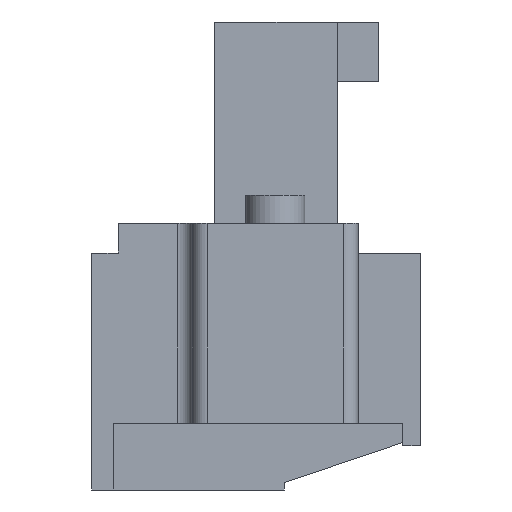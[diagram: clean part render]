
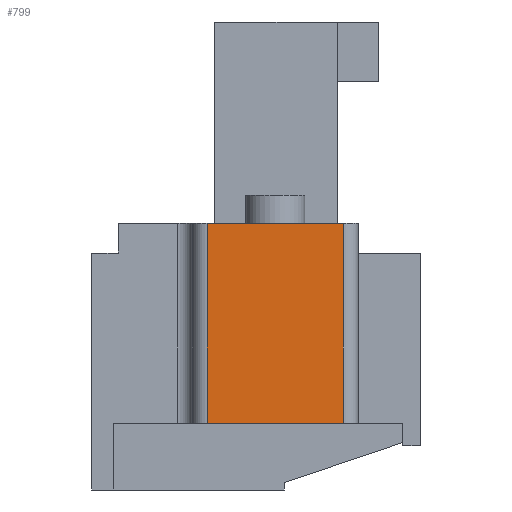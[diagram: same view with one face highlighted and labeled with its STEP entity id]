
A CAD part, left-side view. The second image highlights one B-rep face of the part: STEP entity #799.
In plain terms, the highlighted planar face has unit normal (-1, 0, 0).
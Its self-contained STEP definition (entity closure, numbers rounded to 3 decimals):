
#799 = ADVANCED_FACE( '', ( #1747 ), #1748, .T. );
#1747 = FACE_OUTER_BOUND( '', #2943, .T. );
#1748 = PLANE( '', #2944 );
#2943 = EDGE_LOOP( '', ( #4777, #4778, #4779, #4780 ) );
#2944 = AXIS2_PLACEMENT_3D( '', #4781, #4782, #4783 );
#4777 = ORIENTED_EDGE( '', *, *, #7687, .T. );
#4778 = ORIENTED_EDGE( '', *, *, #7688, .T. );
#4779 = ORIENTED_EDGE( '', *, *, #7689, .T. );
#4780 = ORIENTED_EDGE( '', *, *, #7346, .T. );
#4781 = CARTESIAN_POINT( '', ( -10.915, 0., 0. ) );
#4782 = DIRECTION( '', ( -1., 0., 0. ) );
#4783 = DIRECTION( '', ( 0., 0., 1. ) );
#7346 = EDGE_CURVE( '', #8841, #8845, #8847, .T. );
#7687 = EDGE_CURVE( '', #8845, #9398, #9399, .T. );
#7688 = EDGE_CURVE( '', #9398, #9400, #9401, .T. );
#7689 = EDGE_CURVE( '', #9400, #8841, #9402, .T. );
#8841 = VERTEX_POINT( '', #10946 );
#8845 = VERTEX_POINT( '', #10951 );
#8847 = LINE( '', #10953, #10954 );
#9398 = VERTEX_POINT( '', #11818 );
#9399 = LINE( '', #11819, #11820 );
#9400 = VERTEX_POINT( '', #11821 );
#9401 = LINE( '', #11822, #11823 );
#9402 = LINE( '', #11824, #11825 );
#10946 = CARTESIAN_POINT( '', ( -10.915, -3.55, -1.75 ) );
#10951 = CARTESIAN_POINT( '', ( -10.915, -3.55, 5. ) );
#10953 = CARTESIAN_POINT( '', ( -10.915, -3.55, 5. ) );
#10954 = VECTOR( '', #13504, 1000. );
#11818 = CARTESIAN_POINT( '', ( -10.915, 1.05, 5. ) );
#11819 = CARTESIAN_POINT( '', ( -10.915, -4.05, 5. ) );
#11820 = VECTOR( '', #13829, 1000. );
#11821 = CARTESIAN_POINT( '', ( -10.915, 1.05, -1.75 ) );
#11822 = CARTESIAN_POINT( '', ( -10.915, 1.05, -1.75 ) );
#11823 = VECTOR( '', #13830, 1000. );
#11824 = CARTESIAN_POINT( '', ( -10.915, 1.55, -1.75 ) );
#11825 = VECTOR( '', #13831, 1000. );
#13504 = DIRECTION( '', ( 0., 0., 1. ) );
#13829 = DIRECTION( '', ( 0., 1., 0. ) );
#13830 = DIRECTION( '', ( 0., 0., -1. ) );
#13831 = DIRECTION( '', ( 0., -1., 0. ) );
